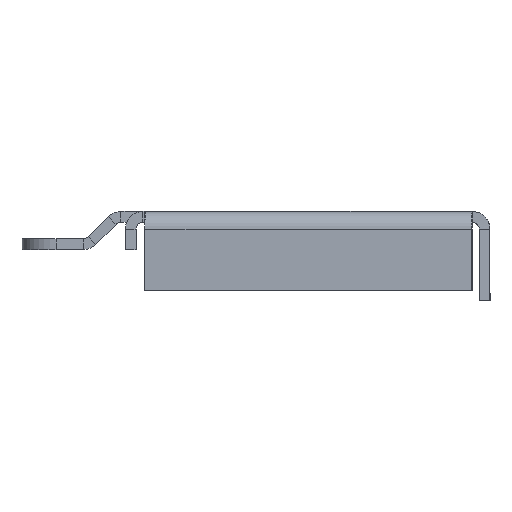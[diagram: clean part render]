
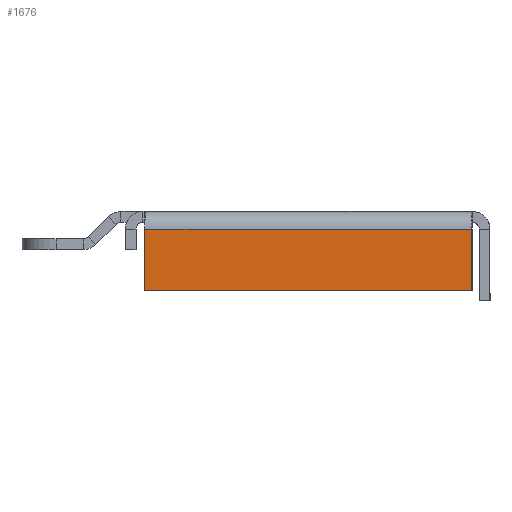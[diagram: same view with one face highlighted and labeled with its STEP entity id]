
A CAD part, left-side view. The second image highlights one B-rep face of the part: STEP entity #1676.
In plain terms, the highlighted planar face has unit normal (-0.999, 0.035, 0).
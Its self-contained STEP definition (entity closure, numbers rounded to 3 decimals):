
#166 = VECTOR ( 'NONE', #334, 1000. ) ;
#313 = ORIENTED_EDGE ( 'NONE', *, *, #1120, .T. ) ;
#334 = DIRECTION ( 'NONE',  ( 0., 0., 1. ) ) ;
#375 = CARTESIAN_POINT ( 'NONE',  ( -113.385, 3.959, 0. ) ) ;
#400 = VECTOR ( 'NONE', #746, 1000. ) ;
#449 = ORIENTED_EDGE ( 'NONE', *, *, #1548, .F. ) ;
#481 = VERTEX_POINT ( 'NONE', #1673 ) ;
#494 = CARTESIAN_POINT ( 'NONE',  ( -115.806, -65.383, -11.9 ) ) ;
#526 = DIRECTION ( 'NONE',  ( -0.035, -0.999, 0. ) ) ;
#539 = CARTESIAN_POINT ( 'NONE',  ( -112.466, 30.26, 0. ) ) ;
#542 = EDGE_CURVE ( 'NONE', #1780, #1205, #613, .T. ) ;
#613 = LINE ( 'NONE', #539, #400 ) ;
#672 = LINE ( 'NONE', #1353, #1233 ) ;
#746 = DIRECTION ( 'NONE',  ( 0., 0., -1. ) ) ;
#785 = ORIENTED_EDGE ( 'NONE', *, *, #542, .T. ) ;
#929 = EDGE_LOOP ( 'NONE', ( #449, #785, #313, #2362 ) ) ;
#947 = VERTEX_POINT ( 'NONE', #494 ) ;
#1117 = DIRECTION ( 'NONE',  ( 0.999, -0.035, 0. ) ) ;
#1120 = EDGE_CURVE ( 'NONE', #1205, #947, #1955, .T. ) ;
#1176 = DIRECTION ( 'NONE',  ( -0.035, -0.999, 0. ) ) ;
#1205 = VERTEX_POINT ( 'NONE', #2235 ) ;
#1233 = VECTOR ( 'NONE', #1176, 1000. ) ;
#1323 = DIRECTION ( 'NONE',  ( 0.035, 0.999, 0. ) ) ;
#1353 = CARTESIAN_POINT ( 'NONE',  ( -115.806, -65.383, 5.997 ) ) ;
#1548 = EDGE_CURVE ( 'NONE', #1780, #481, #672, .T. ) ;
#1642 = LINE ( 'NONE', #2366, #166 ) ;
#1673 = CARTESIAN_POINT ( 'NONE',  ( -115.806, -65.383, 5.997 ) ) ;
#1676 = ADVANCED_FACE ( 'NONE', ( #2231 ), #1869, .F. ) ;
#1780 = VERTEX_POINT ( 'NONE', #1891 ) ;
#1842 = CARTESIAN_POINT ( 'NONE',  ( -113.385, 3.959, -11.9 ) ) ;
#1869 = PLANE ( 'NONE',  #1910 ) ;
#1891 = CARTESIAN_POINT ( 'NONE',  ( -112.466, 30.26, 5.997 ) ) ;
#1910 = AXIS2_PLACEMENT_3D ( 'NONE', #375, #1117, #1323 ) ;
#1955 = LINE ( 'NONE', #1842, #2315 ) ;
#2087 = EDGE_CURVE ( 'NONE', #947, #481, #1642, .T. ) ;
#2231 = FACE_OUTER_BOUND ( 'NONE', #929, .T. ) ;
#2235 = CARTESIAN_POINT ( 'NONE',  ( -112.466, 30.26, -11.9 ) ) ;
#2315 = VECTOR ( 'NONE', #526, 1000. ) ;
#2362 = ORIENTED_EDGE ( 'NONE', *, *, #2087, .T. ) ;
#2366 = CARTESIAN_POINT ( 'NONE',  ( -115.806, -65.383, 0. ) ) ;
